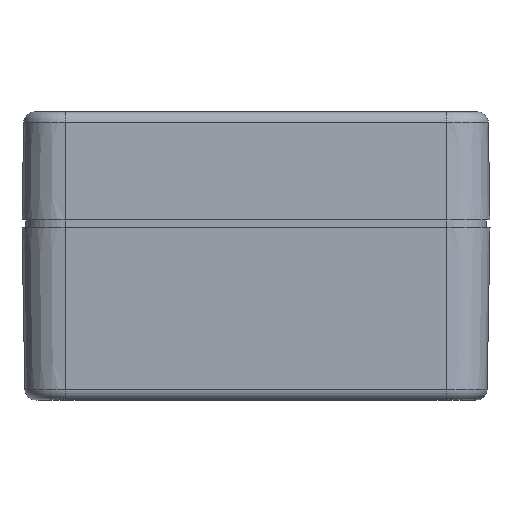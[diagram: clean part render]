
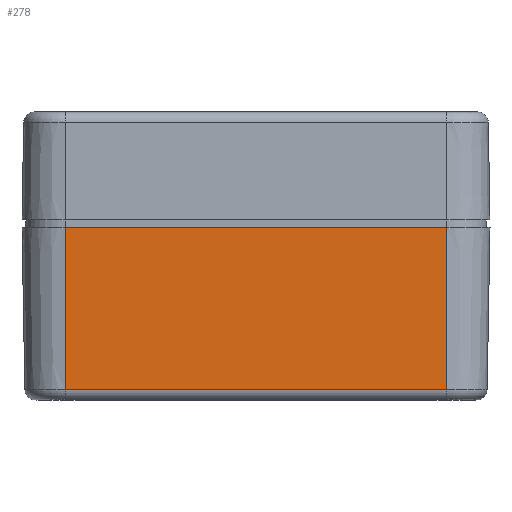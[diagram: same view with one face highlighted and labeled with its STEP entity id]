
A CAD part, front view. The second image highlights one B-rep face of the part: STEP entity #278.
In plain terms, the highlighted planar face has unit normal (0, -1, -0.018).
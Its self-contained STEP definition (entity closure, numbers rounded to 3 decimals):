
#197 = EDGE_CURVE ( 'NONE', #8676, #8938, #5806, .T. ) ;
#256 = ORIENTED_EDGE ( 'NONE', *, *, #277, .T. ) ;
#257 = ORIENTED_EDGE ( 'NONE', *, *, #258, .F. ) ;
#258 = EDGE_CURVE ( 'NONE', #259, #275, #5903, .T. ) ;
#259 = VERTEX_POINT ( 'NONE', #5899 ) ;
#260 = ORIENTED_EDGE ( 'NONE', *, *, #261, .F. ) ;
#261 = EDGE_CURVE ( 'NONE', #8676, #259, #5898, .T. ) ;
#275 = VERTEX_POINT ( 'NONE', #5933 ) ;
#277 = EDGE_CURVE ( 'NONE', #8938, #275, #5932, .T. ) ;
#278 = ADVANCED_FACE ( 'NONE', ( #5928 ), #5987, .T. ) ;
#334 = EDGE_LOOP ( 'NONE', ( #335, #256, #257, #260 ) ) ;
#335 = ORIENTED_EDGE ( 'NONE', *, *, #197, .T. ) ;
#5803 = DIRECTION ( 'NONE',  ( -1., 0., 0. ) ) ;
#5804 = VECTOR ( 'NONE', #5803, 1000. ) ;
#5805 = CARTESIAN_POINT ( 'NONE',  ( -1251.861, 414.709, 11.763 ) ) ;
#5806 = LINE ( 'NONE', #5805, #5804 ) ;
#5895 = DIRECTION ( 'NONE',  ( 0., 0.017, -1. ) ) ;
#5896 = VECTOR ( 'NONE', #5895, 1000. ) ;
#5897 = CARTESIAN_POINT ( 'NONE',  ( -1198.861, 414.906, 0.5 ) ) ;
#5898 = LINE ( 'NONE', #5897, #5896 ) ;
#5899 = CARTESIAN_POINT ( 'NONE',  ( -1198.861, 415.103, -10.763 ) ) ;
#5900 = DIRECTION ( 'NONE',  ( -1., 0., 0. ) ) ;
#5901 = VECTOR ( 'NONE', #5900, 1000. ) ;
#5902 = CARTESIAN_POINT ( 'NONE',  ( -1238.611, 415.103, -10.763 ) ) ;
#5903 = LINE ( 'NONE', #5902, #5901 ) ;
#5928 = FACE_OUTER_BOUND ( 'NONE', #334, .T. ) ;
#5929 = DIRECTION ( 'NONE',  ( 0., 0.017, -1. ) ) ;
#5930 = VECTOR ( 'NONE', #5929, 1000. ) ;
#5931 = CARTESIAN_POINT ( 'NONE',  ( -1251.861, 414.709, 11.763 ) ) ;
#5932 = LINE ( 'NONE', #5931, #5930 ) ;
#5933 = CARTESIAN_POINT ( 'NONE',  ( -1251.861, 415.103, -10.763 ) ) ;
#5983 = DIRECTION ( 'NONE',  ( 0., 0.017, -1. ) ) ;
#5984 = DIRECTION ( 'NONE',  ( 0., -1., -0.017 ) ) ;
#5985 = CARTESIAN_POINT ( 'NONE',  ( -1251.861, 414.709, 11.763 ) ) ;
#5986 = AXIS2_PLACEMENT_3D ( 'NONE', #5985, #5984, #5983 ) ;
#5987 = PLANE ( 'NONE',  #5986 ) ;
#8676 = VERTEX_POINT ( 'NONE', #15085 ) ;
#8938 = VERTEX_POINT ( 'NONE', #15084 ) ;
#15084 = CARTESIAN_POINT ( 'NONE',  ( -1251.861, 414.709, 11.763 ) ) ;
#15085 = CARTESIAN_POINT ( 'NONE',  ( -1198.861, 414.709, 11.763 ) ) ;
